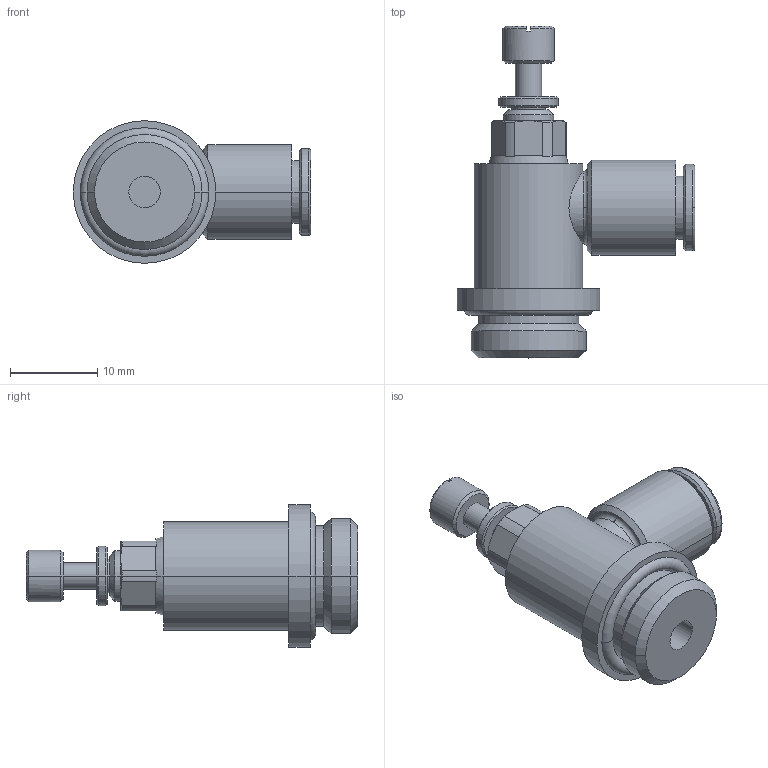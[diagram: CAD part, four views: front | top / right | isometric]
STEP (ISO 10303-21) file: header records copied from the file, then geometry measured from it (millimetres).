
FILE_DESCRIPTION(('STEP AP214'),'1');
FILE_NAME('7660_06_13.stp','2016-07-07T14:55:25',('TraceParts'),('TraceParts S.A.'),'Spatial InterOp 3D',' ',' ');
FILE_SCHEMA(('automotive_design'));
Length unit declared in the file: millimetre
Products named in the file (1): 1
Bounding box: 27.15 x 37.95 x 16.3 mm (x, y, z)
Volume: 3874.4 mm3; surface area: 2818.8 mm2
Topology: 1 solids, 1 shells, 115 faces, 274 edges, 174 vertices
Faces by surface type: cylinder 40, plane 35, cone 34, torus 6
Entity records: 3559 total; most frequent: CARTESIAN_POINT 839, DIRECTION 614, ORIENTED_EDGE 548, EDGE_CURVE 274, AXIS2_PLACEMENT_3D 259, VERTEX_POINT 174, CIRCLE 143, EDGE_LOOP 130
